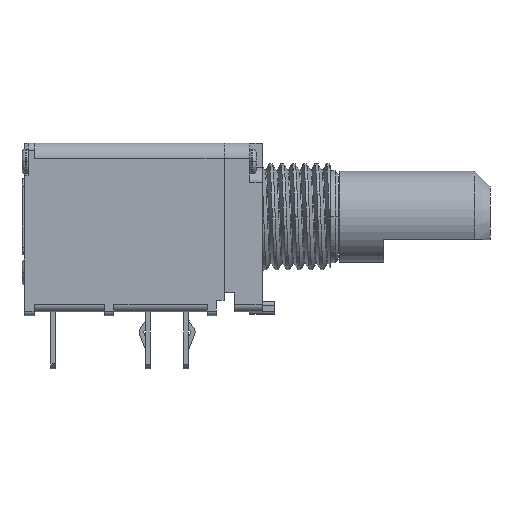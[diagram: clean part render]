
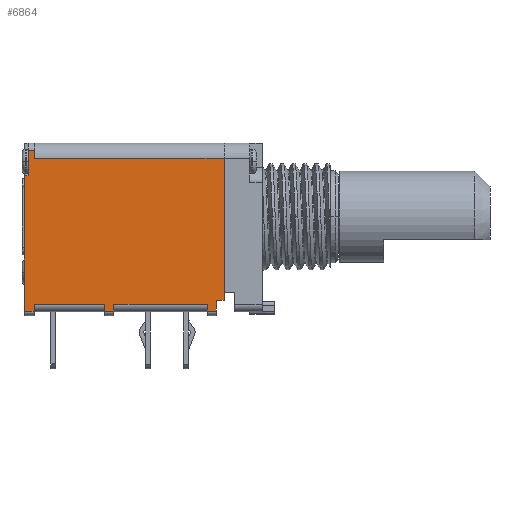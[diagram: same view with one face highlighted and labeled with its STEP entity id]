
A CAD part, left-side view. The second image highlights one B-rep face of the part: STEP entity #6864.
In plain terms, the highlighted planar face has unit normal (-1, 0, 0).
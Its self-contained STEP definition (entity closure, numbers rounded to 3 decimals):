
#110 = ORIENTED_EDGE ( 'NONE', *, *, #2929, .F. ) ;
#159 = CARTESIAN_POINT ( 'NONE',  ( -4.75, 15., 0.3 ) ) ;
#189 = LINE ( 'NONE', #836, #9065 ) ;
#191 = VERTEX_POINT ( 'NONE', #6286 ) ;
#212 = VERTEX_POINT ( 'NONE', #2260 ) ;
#243 = VERTEX_POINT ( 'NONE', #2123 ) ;
#312 = LINE ( 'NONE', #8384, #6009 ) ;
#324 = CARTESIAN_POINT ( 'NONE',  ( -4.75, 3., 11.35 ) ) ;
#396 = CARTESIAN_POINT ( 'NONE',  ( -4.75, 3., 1. ) ) ;
#418 = CARTESIAN_POINT ( 'NONE',  ( -4.75, 2.5, 1. ) ) ;
#478 = VECTOR ( 'NONE', #5633, 1000. ) ;
#512 = ORIENTED_EDGE ( 'NONE', *, *, #4432, .F. ) ;
#571 = VERTEX_POINT ( 'NONE', #4899 ) ;
#655 = EDGE_CURVE ( 'NONE', #4009, #6970, #4948, .T. ) ;
#748 = VERTEX_POINT ( 'NONE', #2530 ) ;
#805 = CARTESIAN_POINT ( 'NONE',  ( -4.75, 2.5, 0.3 ) ) ;
#836 = CARTESIAN_POINT ( 'NONE',  ( -4.75, 15., 0.75 ) ) ;
#928 = VECTOR ( 'NONE', #2397, 1000. ) ;
#933 = CARTESIAN_POINT ( 'NONE',  ( -4.75, 15., 10.35 ) ) ;
#998 = EDGE_CURVE ( 'NONE', #212, #2120, #3734, .T. ) ;
#1012 = LINE ( 'NONE', #3999, #1555 ) ;
#1024 = DIRECTION ( 'NONE',  ( 0., -1., 0. ) ) ;
#1055 = DIRECTION ( 'NONE',  ( 0., -1., 0. ) ) ;
#1555 = VECTOR ( 'NONE', #3324, 1000. ) ;
#1568 = CARTESIAN_POINT ( 'NONE',  ( -4.75, 2.5, 10.35 ) ) ;
#1588 = ORIENTED_EDGE ( 'NONE', *, *, #2368, .T. ) ;
#1786 = EDGE_CURVE ( 'NONE', #6539, #7788, #2396, .T. ) ;
#1827 = VECTOR ( 'NONE', #4659, 1000. ) ;
#1935 = VERTEX_POINT ( 'NONE', #7148 ) ;
#2007 = EDGE_CURVE ( 'NONE', #8478, #748, #2783, .T. ) ;
#2034 = VERTEX_POINT ( 'NONE', #3361 ) ;
#2086 = ORIENTED_EDGE ( 'NONE', *, *, #2007, .T. ) ;
#2120 = VERTEX_POINT ( 'NONE', #1568 ) ;
#2123 = CARTESIAN_POINT ( 'NONE',  ( -4.75, 10.35, 0.75 ) ) ;
#2260 = CARTESIAN_POINT ( 'NONE',  ( -4.75, 2.5, 1.5 ) ) ;
#2352 = CARTESIAN_POINT ( 'NONE',  ( -4.75, 11.225, 0.75 ) ) ;
#2368 = EDGE_CURVE ( 'NONE', #571, #191, #8815, .T. ) ;
#2396 = LINE ( 'NONE', #2352, #8916 ) ;
#2397 = DIRECTION ( 'NONE',  ( 0., 0., -1. ) ) ;
#2459 = VECTOR ( 'NONE', #2950, 1000. ) ;
#2530 = CARTESIAN_POINT ( 'NONE',  ( -4.75, 2.5, 1. ) ) ;
#2566 = VERTEX_POINT ( 'NONE', #159 ) ;
#2599 = CARTESIAN_POINT ( 'NONE',  ( -4.75, 10.35, 0.3 ) ) ;
#2621 = VECTOR ( 'NONE', #6348, 1000. ) ;
#2643 = VECTOR ( 'NONE', #7290, 1000. ) ;
#2664 = LINE ( 'NONE', #8557, #6316 ) ;
#2733 = DIRECTION ( 'NONE',  ( 0., -1., 0. ) ) ;
#2783 = LINE ( 'NONE', #418, #8601 ) ;
#2858 = LINE ( 'NONE', #7830, #3093 ) ;
#2900 = ORIENTED_EDGE ( 'NONE', *, *, #9003, .F. ) ;
#2907 = CARTESIAN_POINT ( 'NONE',  ( -4.75, 2.5, 1.5 ) ) ;
#2929 = EDGE_CURVE ( 'NONE', #6083, #8122, #4732, .T. ) ;
#2950 = DIRECTION ( 'NONE',  ( 0., 0., 1. ) ) ;
#2970 = DIRECTION ( 'NONE',  ( 0., -1., 0. ) ) ;
#3093 = VECTOR ( 'NONE', #9426, 1000. ) ;
#3209 = VECTOR ( 'NONE', #5867, 1000. ) ;
#3324 = DIRECTION ( 'NONE',  ( 0., 0., -1. ) ) ;
#3361 = CARTESIAN_POINT ( 'NONE',  ( -4.75, 15., 0.75 ) ) ;
#3363 = EDGE_CURVE ( 'NONE', #8171, #8122, #9521, .T. ) ;
#3570 = VECTOR ( 'NONE', #6383, 1000. ) ;
#3676 = ORIENTED_EDGE ( 'NONE', *, *, #4257, .T. ) ;
#3734 = LINE ( 'NONE', #2907, #3209 ) ;
#3774 = DIRECTION ( 'NONE',  ( 0., -1., 0. ) ) ;
#3786 = CARTESIAN_POINT ( 'NONE',  ( -4.75, 15., 10.85 ) ) ;
#3875 = EDGE_CURVE ( 'NONE', #4442, #243, #8086, .T. ) ;
#3999 = CARTESIAN_POINT ( 'NONE',  ( -4.75, 2.5, 11.35 ) ) ;
#4009 = VERTEX_POINT ( 'NONE', #8273 ) ;
#4153 = CARTESIAN_POINT ( 'NONE',  ( -4.75, 9.72, 0.3 ) ) ;
#4210 = ORIENTED_EDGE ( 'NONE', *, *, #3363, .T. ) ;
#4224 = VECTOR ( 'NONE', #5047, 1000. ) ;
#4242 = ORIENTED_EDGE ( 'NONE', *, *, #9566, .T. ) ;
#4257 = EDGE_CURVE ( 'NONE', #6083, #4009, #2858, .T. ) ;
#4345 = LINE ( 'NONE', #8586, #3570 ) ;
#4392 = PLANE ( 'NONE',  #5565 ) ;
#4432 = EDGE_CURVE ( 'NONE', #212, #748, #1012, .T. ) ;
#4442 = VERTEX_POINT ( 'NONE', #2599 ) ;
#4482 = EDGE_CURVE ( 'NONE', #2566, #2034, #4345, .T. ) ;
#4512 = EDGE_CURVE ( 'NONE', #1935, #4442, #8695, .T. ) ;
#4659 = DIRECTION ( 'NONE',  ( 0., 0., -1. ) ) ;
#4732 = LINE ( 'NONE', #7672, #4781 ) ;
#4781 = VECTOR ( 'NONE', #1055, 1000. ) ;
#4899 = CARTESIAN_POINT ( 'NONE',  ( -4.75, 3.6, 0.3 ) ) ;
#4948 = LINE ( 'NONE', #7894, #2621 ) ;
#4956 = ORIENTED_EDGE ( 'NONE', *, *, #8473, .T. ) ;
#4971 = EDGE_CURVE ( 'NONE', #6539, #1935, #7905, .T. ) ;
#5004 = CARTESIAN_POINT ( 'NONE',  ( -4.75, 10.35, 0.3 ) ) ;
#5047 = DIRECTION ( 'NONE',  ( 0., 0., 1. ) ) ;
#5299 = EDGE_CURVE ( 'NONE', #8171, #2120, #6984, .T. ) ;
#5357 = CARTESIAN_POINT ( 'NONE',  ( -4.75, 15.65, 0.3 ) ) ;
#5565 = AXIS2_PLACEMENT_3D ( 'NONE', #7620, #6902, #6273 ) ;
#5633 = DIRECTION ( 'NONE',  ( 0., 0., -1. ) ) ;
#5758 = VECTOR ( 'NONE', #2970, 1000. ) ;
#5867 = DIRECTION ( 'NONE',  ( 0., 0., 1. ) ) ;
#5953 = ORIENTED_EDGE ( 'NONE', *, *, #655, .T. ) ;
#5959 = ORIENTED_EDGE ( 'NONE', *, *, #6933, .F. ) ;
#6009 = VECTOR ( 'NONE', #6112, 1000. ) ;
#6080 = LINE ( 'NONE', #324, #928 ) ;
#6083 = VERTEX_POINT ( 'NONE', #9198 ) ;
#6112 = DIRECTION ( 'NONE',  ( 0., 0., 1. ) ) ;
#6273 = DIRECTION ( 'NONE',  ( 0., 0., 1. ) ) ;
#6286 = CARTESIAN_POINT ( 'NONE',  ( -4.75, 3., 0.3 ) ) ;
#6316 = VECTOR ( 'NONE', #7031, 1000. ) ;
#6348 = DIRECTION ( 'NONE',  ( 0., 1., 0. ) ) ;
#6383 = DIRECTION ( 'NONE',  ( 0., 0., 1. ) ) ;
#6528 = ORIENTED_EDGE ( 'NONE', *, *, #4482, .T. ) ;
#6539 = VERTEX_POINT ( 'NONE', #8007 ) ;
#6705 = LINE ( 'NONE', #8276, #1827 ) ;
#6856 = CARTESIAN_POINT ( 'NONE',  ( -4.75, 15., 10.85 ) ) ;
#6864 = ADVANCED_FACE ( 'NONE', ( #7384 ), #4392, .T. ) ;
#6902 = DIRECTION ( 'NONE',  ( -1., 0., 0. ) ) ;
#6933 = EDGE_CURVE ( 'NONE', #8478, #191, #6080, .T. ) ;
#6969 = VERTEX_POINT ( 'NONE', #5357 ) ;
#6970 = VERTEX_POINT ( 'NONE', #8294 ) ;
#6984 = LINE ( 'NONE', #7642, #7897 ) ;
#7031 = DIRECTION ( 'NONE',  ( 0., -1., 0. ) ) ;
#7065 = ORIENTED_EDGE ( 'NONE', *, *, #9437, .T. ) ;
#7148 = CARTESIAN_POINT ( 'NONE',  ( -4.75, 9.75, 0.3 ) ) ;
#7209 = ORIENTED_EDGE ( 'NONE', *, *, #1786, .T. ) ;
#7290 = DIRECTION ( 'NONE',  ( 0., 1., 0. ) ) ;
#7384 = FACE_OUTER_BOUND ( 'NONE', #7496, .T. ) ;
#7496 = EDGE_LOOP ( 'NONE', ( #512, #8554, #9201, #4210, #110, #3676, #5953, #2900, #4956, #6528, #4242, #7761, #8281, #8652, #7209, #7065, #1588, #5959, #2086 ) ) ;
#7620 = CARTESIAN_POINT ( 'NONE',  ( -4.75, -6.835, 1.5 ) ) ;
#7642 = CARTESIAN_POINT ( 'NONE',  ( -4.75, 15., 10.35 ) ) ;
#7672 = CARTESIAN_POINT ( 'NONE',  ( -4.75, 15.65, 10.85 ) ) ;
#7761 = ORIENTED_EDGE ( 'NONE', *, *, #3875, .F. ) ;
#7788 = VERTEX_POINT ( 'NONE', #8203 ) ;
#7830 = CARTESIAN_POINT ( 'NONE',  ( -4.75, 15.4, 9.2 ) ) ;
#7894 = CARTESIAN_POINT ( 'NONE',  ( -4.75, 12.131, 9.2 ) ) ;
#7897 = VECTOR ( 'NONE', #1024, 1000. ) ;
#7905 = LINE ( 'NONE', #8668, #478 ) ;
#8007 = CARTESIAN_POINT ( 'NONE',  ( -4.75, 9.75, 0.75 ) ) ;
#8086 = LINE ( 'NONE', #5004, #4224 ) ;
#8122 = VERTEX_POINT ( 'NONE', #3786 ) ;
#8171 = VERTEX_POINT ( 'NONE', #933 ) ;
#8203 = CARTESIAN_POINT ( 'NONE',  ( -4.75, 3.6, 0.75 ) ) ;
#8273 = CARTESIAN_POINT ( 'NONE',  ( -4.75, 15.4, 9.2 ) ) ;
#8276 = CARTESIAN_POINT ( 'NONE',  ( -4.75, 3.6, -1.074 ) ) ;
#8281 = ORIENTED_EDGE ( 'NONE', *, *, #4512, .F. ) ;
#8294 = CARTESIAN_POINT ( 'NONE',  ( -4.75, 15.65, 9.2 ) ) ;
#8384 = CARTESIAN_POINT ( 'NONE',  ( -4.75, 15.65, 10.85 ) ) ;
#8473 = EDGE_CURVE ( 'NONE', #6969, #2566, #2664, .T. ) ;
#8478 = VERTEX_POINT ( 'NONE', #396 ) ;
#8554 = ORIENTED_EDGE ( 'NONE', *, *, #998, .T. ) ;
#8557 = CARTESIAN_POINT ( 'NONE',  ( -4.75, 15.65, 0.3 ) ) ;
#8586 = CARTESIAN_POINT ( 'NONE',  ( -4.75, 15., 10.85 ) ) ;
#8601 = VECTOR ( 'NONE', #2733, 1000. ) ;
#8652 = ORIENTED_EDGE ( 'NONE', *, *, #4971, .F. ) ;
#8668 = CARTESIAN_POINT ( 'NONE',  ( -4.75, 9.75, 0.75 ) ) ;
#8695 = LINE ( 'NONE', #4153, #2643 ) ;
#8815 = LINE ( 'NONE', #805, #5758 ) ;
#8916 = VECTOR ( 'NONE', #9107, 1000. ) ;
#9003 = EDGE_CURVE ( 'NONE', #6969, #6970, #312, .T. ) ;
#9065 = VECTOR ( 'NONE', #3774, 1000. ) ;
#9107 = DIRECTION ( 'NONE',  ( 0., -1., 0. ) ) ;
#9198 = CARTESIAN_POINT ( 'NONE',  ( -4.75, 15.4, 10.85 ) ) ;
#9201 = ORIENTED_EDGE ( 'NONE', *, *, #5299, .F. ) ;
#9426 = DIRECTION ( 'NONE',  ( 0., 0., -1. ) ) ;
#9437 = EDGE_CURVE ( 'NONE', #7788, #571, #6705, .T. ) ;
#9521 = LINE ( 'NONE', #6856, #2459 ) ;
#9566 = EDGE_CURVE ( 'NONE', #2034, #243, #189, .T. ) ;
